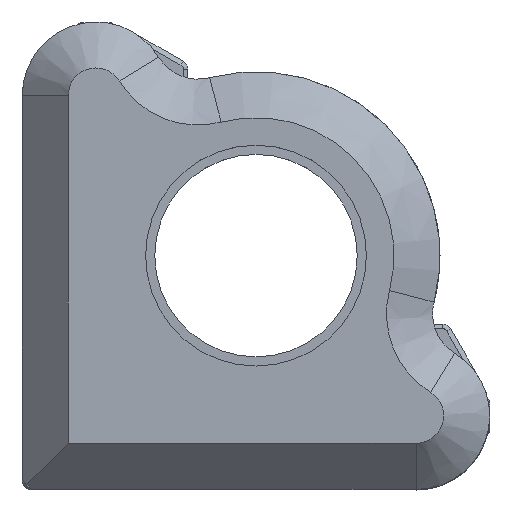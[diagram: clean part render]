
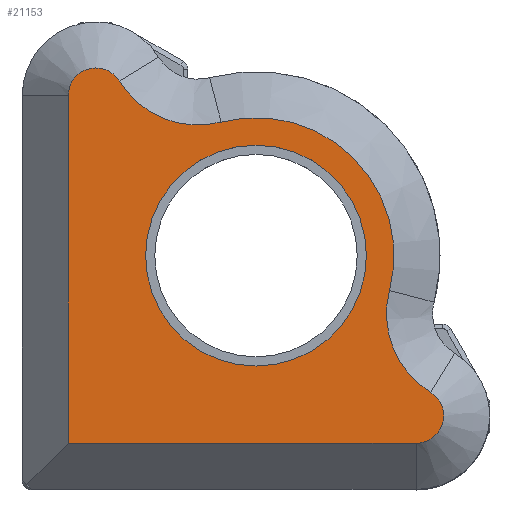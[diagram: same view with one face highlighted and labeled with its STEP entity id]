
A CAD part, top view. The second image highlights one B-rep face of the part: STEP entity #21153.
In plain terms, the highlighted planar face has unit normal (0, 0, 1).
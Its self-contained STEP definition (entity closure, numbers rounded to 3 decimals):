
#83 = CARTESIAN_POINT ( 'NONE',  ( -13.959, -26.205, 59.3 ) ) ;
#743 = DIRECTION ( 'NONE',  ( 0., 0., -1. ) ) ;
#758 = ORIENTED_EDGE ( 'NONE', *, *, #4210, .T. ) ;
#808 = EDGE_CURVE ( 'NONE', #22002, #1134, #2175, .T. ) ;
#1134 = VERTEX_POINT ( 'NONE', #3974 ) ;
#1145 = DIRECTION ( 'NONE',  ( 0., 0., -1. ) ) ;
#1283 = AXIS2_PLACEMENT_3D ( 'NONE', #8628, #6466, #2093 ) ;
#1485 = CIRCLE ( 'NONE', #19569, 12. ) ;
#1906 = VERTEX_POINT ( 'NONE', #7729 ) ;
#2093 = DIRECTION ( 'NONE',  ( 1., 0., 0. ) ) ;
#2175 = CIRCLE ( 'NONE', #13758, 15. ) ;
#2273 = DIRECTION ( 'NONE',  ( -1., 0., 0. ) ) ;
#2464 = CARTESIAN_POINT ( 'NONE',  ( -13.959, 11.595, 59.3 ) ) ;
#2771 = CARTESIAN_POINT ( 'NONE',  ( 20.955, -9.593, 59.3 ) ) ;
#2774 = DIRECTION ( 'NONE',  ( 0., 0., -1. ) ) ;
#2933 = LINE ( 'NONE', #13969, #20848 ) ;
#3334 = CARTESIAN_POINT ( 'NONE',  ( 6.441, -5.805, 59.3 ) ) ;
#3362 = AXIS2_PLACEMENT_3D ( 'NONE', #8846, #19889, #19464 ) ;
#3364 = CARTESIAN_POINT ( 'NONE',  ( 18.441, -5.805, 59.3 ) ) ;
#3974 = CARTESIAN_POINT ( 'NONE',  ( 2.653, 8.709, 59.3 ) ) ;
#4072 = ORIENTED_EDGE ( 'NONE', *, *, #8191, .T. ) ;
#4210 = EDGE_CURVE ( 'NONE', #1906, #22002, #10601, .T. ) ;
#4371 = ORIENTED_EDGE ( 'NONE', *, *, #15024, .T. ) ;
#4475 = CARTESIAN_POINT ( 'NONE',  ( -10.959, 11.595, 59.3 ) ) ;
#4785 = AXIS2_PLACEMENT_3D ( 'NONE', #4475, #26708, #16375 ) ;
#5402 = DIRECTION ( 'NONE',  ( 1., 0., 0. ) ) ;
#5516 = VERTEX_POINT ( 'NONE', #83 ) ;
#6176 = EDGE_CURVE ( 'NONE', #1134, #20184, #25915, .T. ) ;
#6395 = ORIENTED_EDGE ( 'NONE', *, *, #6176, .T. ) ;
#6466 = DIRECTION ( 'NONE',  ( 0., 0., 1. ) ) ;
#6693 = DIRECTION ( 'NONE',  ( 0., -1., 0. ) ) ;
#6802 = VERTEX_POINT ( 'NONE', #2464 ) ;
#6902 = DIRECTION ( 'NONE',  ( 1., 0., 0. ) ) ;
#7438 = CARTESIAN_POINT ( 'NONE',  ( 30.631, -12.119, 59.3 ) ) ;
#7729 = CARTESIAN_POINT ( 'NONE',  ( 25.408, -20.646, 59.3 ) ) ;
#8191 = EDGE_CURVE ( 'NONE', #5516, #16184, #2933, .T. ) ;
#8628 = CARTESIAN_POINT ( 'NONE',  ( 6.441, -5.805, 59.3 ) ) ;
#8846 = CARTESIAN_POINT ( 'NONE',  ( 23.841, -23.205, 59.3 ) ) ;
#8863 = ORIENTED_EDGE ( 'NONE', *, *, #808, .T. ) ;
#9052 = DIRECTION ( 'NONE',  ( 0., 0., 1. ) ) ;
#9741 = DIRECTION ( 'NONE',  ( 1., 0., 0. ) ) ;
#10296 = EDGE_LOOP ( 'NONE', ( #25632, #4072, #4371, #758, #8863, #6395, #17019 ) ) ;
#10601 = CIRCLE ( 'NONE', #28714, 10. ) ;
#10820 = PLANE ( 'NONE',  #1283 ) ;
#10822 = VERTEX_POINT ( 'NONE', #16233 ) ;
#11246 = CARTESIAN_POINT ( 'NONE',  ( 6.441, -5.805, 59.3 ) ) ;
#11540 = EDGE_CURVE ( 'NONE', #25856, #10822, #1485, .T. ) ;
#11941 = ORIENTED_EDGE ( 'NONE', *, *, #11540, .T. ) ;
#11976 = CIRCLE ( 'NONE', #22665, 12. ) ;
#13758 = AXIS2_PLACEMENT_3D ( 'NONE', #11246, #9052, #6902 ) ;
#13969 = CARTESIAN_POINT ( 'NONE',  ( 23.841, -26.205, 59.3 ) ) ;
#13973 = ORIENTED_EDGE ( 'NONE', *, *, #23283, .T. ) ;
#14023 = CIRCLE ( 'NONE', #3362, 3. ) ;
#15024 = EDGE_CURVE ( 'NONE', #16184, #1906, #14023, .T. ) ;
#15971 = CARTESIAN_POINT ( 'NONE',  ( -13.959, -31.205, 59.3 ) ) ;
#16184 = VERTEX_POINT ( 'NONE', #19695 ) ;
#16233 = CARTESIAN_POINT ( 'NONE',  ( -5.559, -5.805, 59.3 ) ) ;
#16375 = DIRECTION ( 'NONE',  ( 1., 0., 0. ) ) ;
#16621 = EDGE_CURVE ( 'NONE', #20184, #6802, #27061, .T. ) ;
#17019 = ORIENTED_EDGE ( 'NONE', *, *, #16621, .T. ) ;
#17556 = VECTOR ( 'NONE', #6693, 1000. ) ;
#17806 = DIRECTION ( 'NONE',  ( 0., 0., -1. ) ) ;
#17860 = EDGE_LOOP ( 'NONE', ( #13973, #11941 ) ) ;
#19464 = DIRECTION ( 'NONE',  ( 1., 0., 0. ) ) ;
#19569 = AXIS2_PLACEMENT_3D ( 'NONE', #20128, #17806, #2273 ) ;
#19695 = CARTESIAN_POINT ( 'NONE',  ( 23.841, -26.205, 59.3 ) ) ;
#19889 = DIRECTION ( 'NONE',  ( 0., 0., 1. ) ) ;
#20128 = CARTESIAN_POINT ( 'NONE',  ( 6.441, -5.805, 59.3 ) ) ;
#20184 = VERTEX_POINT ( 'NONE', #24158 ) ;
#20494 = DIRECTION ( 'NONE',  ( 1., 0., 0. ) ) ;
#20848 = VECTOR ( 'NONE', #5402, 1000. ) ;
#21153 = ADVANCED_FACE ( 'NONE', ( #21867, #24189 ), #10820, .T. ) ;
#21867 = FACE_OUTER_BOUND ( 'NONE', #10296, .T. ) ;
#22002 = VERTEX_POINT ( 'NONE', #2771 ) ;
#22226 = LINE ( 'NONE', #15971, #17556 ) ;
#22665 = AXIS2_PLACEMENT_3D ( 'NONE', #3334, #1145, #27303 ) ;
#22835 = EDGE_CURVE ( 'NONE', #6802, #5516, #22226, .T. ) ;
#23283 = EDGE_CURVE ( 'NONE', #10822, #25856, #11976, .T. ) ;
#24158 = CARTESIAN_POINT ( 'NONE',  ( -8.4, 13.162, 59.3 ) ) ;
#24189 = FACE_BOUND ( 'NONE', #17860, .T. ) ;
#24519 = AXIS2_PLACEMENT_3D ( 'NONE', #26493, #743, #9741 ) ;
#25632 = ORIENTED_EDGE ( 'NONE', *, *, #22835, .T. ) ;
#25856 = VERTEX_POINT ( 'NONE', #3364 ) ;
#25915 = CIRCLE ( 'NONE', #24519, 10. ) ;
#26493 = CARTESIAN_POINT ( 'NONE',  ( 0.127, 18.385, 59.3 ) ) ;
#26708 = DIRECTION ( 'NONE',  ( 0., 0., 1. ) ) ;
#27061 = CIRCLE ( 'NONE', #4785, 3. ) ;
#27303 = DIRECTION ( 'NONE',  ( -1., 0., 0. ) ) ;
#28714 = AXIS2_PLACEMENT_3D ( 'NONE', #7438, #2774, #20494 ) ;
